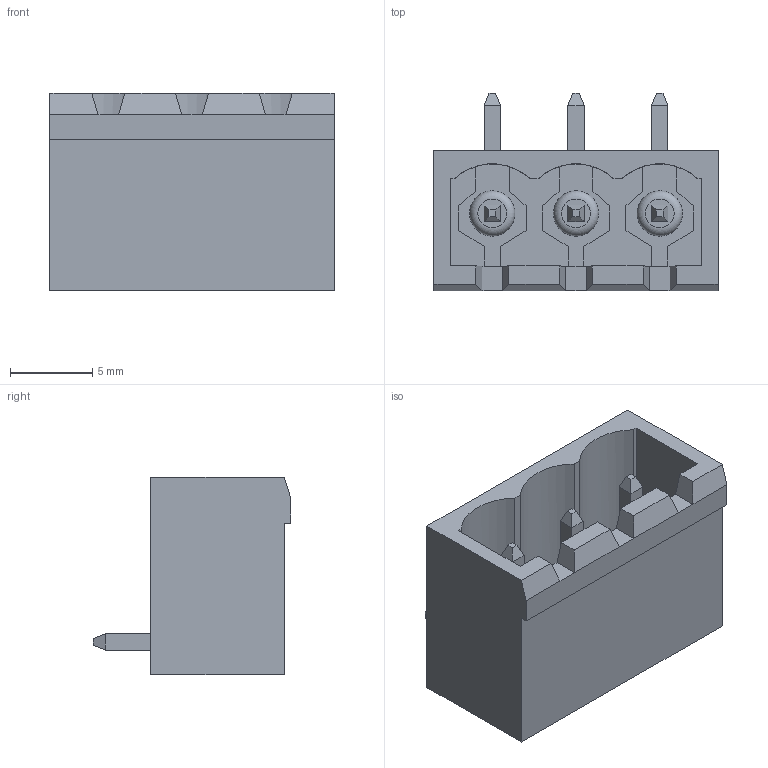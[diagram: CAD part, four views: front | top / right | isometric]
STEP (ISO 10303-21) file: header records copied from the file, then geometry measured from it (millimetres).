
FILE_DESCRIPTION( ( 'Unknown' ), '1' );
FILE_NAME( '691313510003.stp', 'Unknown', ( 'Unknown' ), ( 'Unknown' ), 'PSStep 15.0.49', 'Unknown', ' ' );
FILE_SCHEMA( ( 'AUTOMOTIVE_DESIGN { 1 0 10303 214 1 1 1 1 }' ) );
Length unit declared in the file: millimetre
Products named in the file (3): Assem1; 6913135100xx_PIN; 691311500103
Assembly tree (4 placements, depth 2):
  Assem1
    6913135100xx_PIN  x3
    691311500103
Bounding box: 17.24 x 12 x 12 mm (x, y, z)
Volume: 797.2 mm3; surface area: 1757.7 mm2
Topology: 4 solids, 4 shells, 167 faces, 447 edges, 288 vertices
Faces by surface type: plane 155, cylinder 9, torus 3
Full cylindrical faces by diameter (mm): 2.75 x3
Entity records: 5287 total; most frequent: CARTESIAN_POINT 743, ORIENTED_EDGE 728, DIRECTION 663, EDGE_CURVE 364, LINE 341, VECTOR 341, VERTEX_POINT 241, AXIS2_PLACEMENT_3D 161
